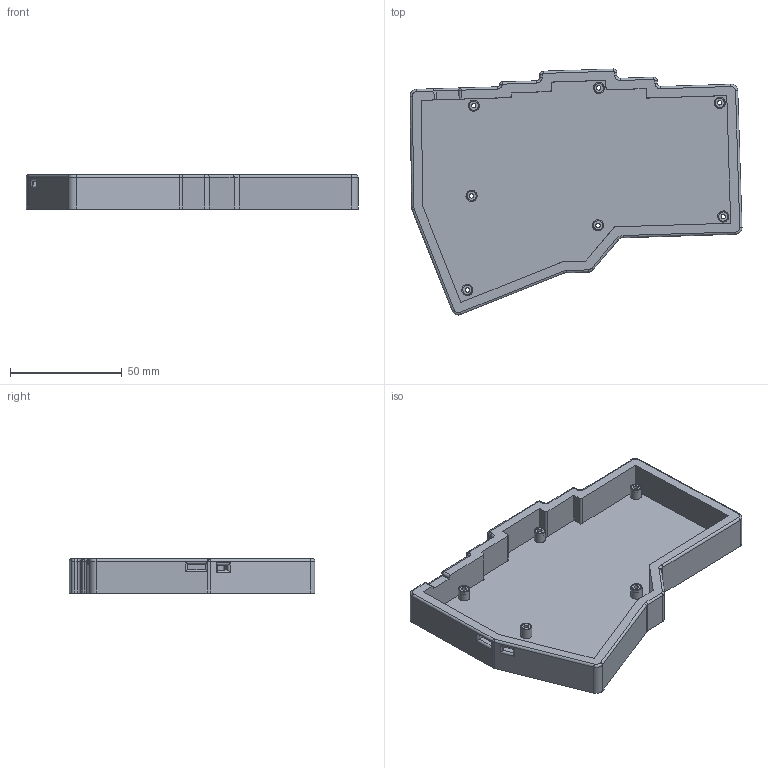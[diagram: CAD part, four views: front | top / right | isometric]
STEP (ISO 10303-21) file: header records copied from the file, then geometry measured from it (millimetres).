
FILE_DESCRIPTION(('HOOPS Exchange Step'),'2;1');
FILE_NAME('temp_export','2025-08-26T23:37:57+18:00',('alber'),('Shapr3D Limited'),'HOOPS Exchange 2025.5','Shapr3D','Authorized');
FILE_SCHEMA( ('AP242_MANAGED_MODEL_BASED_3D_ENGINEERING_MIM_LF {1 0 10303 442 1 1 4}') );
Length unit declared in the file: millimetre
Products named in the file (2): Imported; root
Assembly tree (1 placements, depth 2):
  root
    Imported
Bounding box: 148.83 x 110.28 x 15.3 mm (x, y, z)
Volume: 49197.6 mm3; surface area: 39957.9 mm2
Topology: 15 solids, 15 shells, 197 faces, 495 edges, 325 vertices
Faces by surface type: plane 90, cylinder 88, torus 16, sphere 3
Full cylindrical faces by diameter (mm): 2 x7, 4.1 x14, 5 x13
Entity records: 6097 total; most frequent: DIRECTION 1118, CARTESIAN_POINT 1018, ORIENTED_EDGE 984, EDGE_CURVE 492, AXIS2_PLACEMENT_3D 425, VERTEX_POINT 325, VECTOR 268, LINE 268
